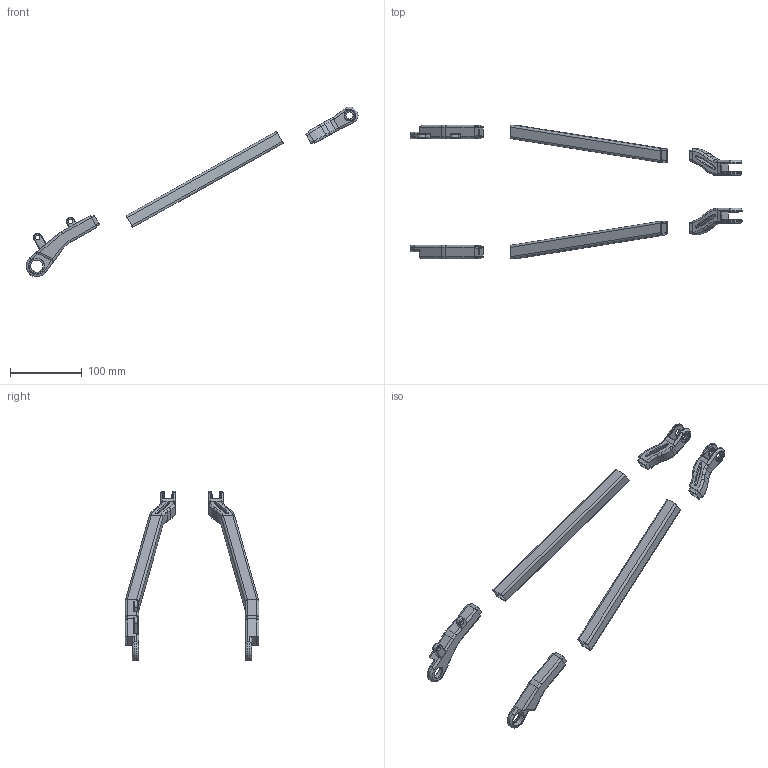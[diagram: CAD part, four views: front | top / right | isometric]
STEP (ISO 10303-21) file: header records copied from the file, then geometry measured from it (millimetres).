
FILE_DESCRIPTION(('FreeCAD Model'),'2;1');
FILE_NAME('Open CASCADE Shape Model','2022-05-31T14:35:52',('Author'),( ''),'Open CASCADE STEP processor 7.5','FreeCAD','Unknown');
FILE_SCHEMA(('AUTOMOTIVE_DESIGN { 1 0 10303 214 1 1 1 1 }'));
Length unit declared in the file: millimetre
Products named in the file (7): Sans_nom; Pied hauban droit002; Tête_hauban_droit005 (Mirror #28); Pied hauban gauche; Hauban droit (Mirror #24); Tête_hauban_droit005; Hauban droit
Assembly tree (6 placements, depth 2):
  Sans_nom
    Pied hauban droit002
    Tête_hauban_droit005 (Mirror #28)
    Pied hauban gauche
    Hauban droit (Mirror #24)
    Tête_hauban_droit005
    Hauban droit
Bounding box: 462.27 x 186.45 x 236.42 mm (x, y, z)
Volume: 164837.5 mm3; surface area: 105187.1 mm2
Topology: 6 solids, 6 shells, 364 faces, 876 edges, 540 vertices
Faces by surface type: cylinder 167, plane 129, torus 54, bspline 12, extrusion 2
Full cylindrical faces by diameter (mm): 6.2 x2, 10 x6, 13 x2, 14.15 x2, 15.8 x2, 17 x2, 21 x2
Entity records: 35483 total; most frequent: CARTESIAN_POINT 17717, DIRECTION 3370, VECTOR 1823, LINE 1821, ORIENTED_EDGE 1752, PCURVE 1752, DEFINITIONAL_REPRESENTATION 1752, EDGE_CURVE 876
